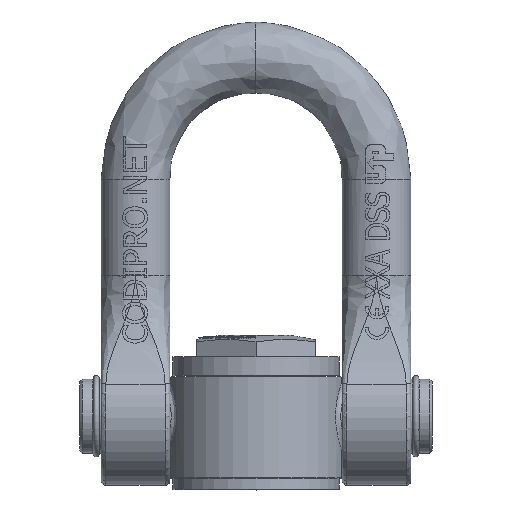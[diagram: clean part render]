
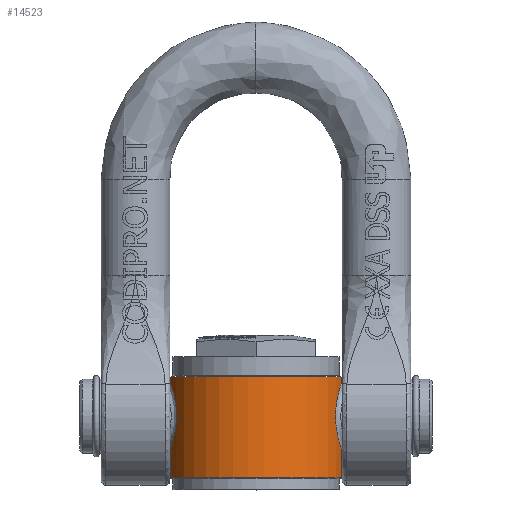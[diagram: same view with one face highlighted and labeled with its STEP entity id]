
A CAD part, top view. The second image highlights one B-rep face of the part: STEP entity #14523.
In plain terms, the highlighted cylindrical face has radius 37.5 mm (diameter 75 mm), a partial arc.
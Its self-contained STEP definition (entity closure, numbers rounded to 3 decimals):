
#733=ELLIPSE('',#15545,17.07,15.009);
#734=ELLIPSE('',#15546,17.07,15.009);
#737=ELLIPSE('',#15549,17.07,15.009);
#738=ELLIPSE('',#15550,17.07,15.009);
#1450=FACE_OUTER_BOUND('',#2336,.T.);
#2336=EDGE_LOOP('',(#11657,#11658,#11659,#11660,#11661,#11662,#11663,#11664,
#11665,#11666,#11667,#11668,#11669,#11670,#11671,#11672));
#3208=B_SPLINE_CURVE_WITH_KNOTS('',3,(#26084,#26085,#26086,#26087,#26088,
#26089,#26090,#26091),.UNSPECIFIED.,.F.,.F.,(4,2,2,4),(1.872,
1.928,1.992,1.994),.UNSPECIFIED.);
#3213=B_SPLINE_CURVE_WITH_KNOTS('',3,(#26151,#26152,#26153,#26154,#26155,
#26156,#26157,#26158),.UNSPECIFIED.,.F.,.F.,(4,2,2,4),(1.268,
1.288,1.331,1.348),.UNSPECIFIED.);
#3223=B_SPLINE_CURVE_WITH_KNOTS('',3,(#26246,#26247,#26248,#26249,#26250,
#26251),.UNSPECIFIED.,.F.,.F.,(4,2,4),(1.948,2.012,
2.057),.UNSPECIFIED.);
#3224=B_SPLINE_CURVE_WITH_KNOTS('',3,(#26261,#26262,#26263,#26264,#26265,
#26266,#26267,#26268),.UNSPECIFIED.,.F.,.F.,(4,2,2,4),(1.268,
1.288,1.331,1.348),.UNSPECIFIED.);
#3234=B_SPLINE_CURVE_WITH_KNOTS('',3,(#26408,#26409,#26410,#26411,#26412,
#26413,#26414,#26415,#26416),.UNSPECIFIED.,.F.,.F.,(4,1,1,1,1,1,4),(-13.112,
-12.433,-12.192,-11.709,-11.226,
-10.743,-9.823),.UNSPECIFIED.);
#3236=B_SPLINE_CURVE_WITH_KNOTS('',3,(#26524,#26525,#26526,#26527,#26528,
#26529,#26530,#26531,#26532),.UNSPECIFIED.,.F.,.F.,(4,1,1,1,1,1,4),(-13.112,
-12.433,-12.192,-11.709,-11.226,
-10.743,-9.823),.UNSPECIFIED.);
#3753=CIRCLE('',#15559,37.5);
#3757=CIRCLE('',#15565,37.5);
#4574=LINE('',#26257,#5342);
#4578=LINE('',#26617,#5346);
#4580=LINE('',#26621,#5348);
#4581=LINE('',#26623,#5349);
#5342=VECTOR('',#17707,10.);
#5346=VECTOR('',#17785,10.);
#5348=VECTOR('',#17791,10.);
#5349=VECTOR('',#17794,10.);
#6410=VERTEX_POINT('',#26027);
#6416=VERTEX_POINT('',#26082);
#6424=VERTEX_POINT('',#26137);
#6425=VERTEX_POINT('',#26150);
#6434=VERTEX_POINT('',#26209);
#6437=VERTEX_POINT('',#26244);
#6439=VERTEX_POINT('',#26255);
#6440=VERTEX_POINT('',#26259);
#6441=VERTEX_POINT('',#26260);
#6455=VERTEX_POINT('',#26405);
#6456=VERTEX_POINT('',#26407);
#6459=VERTEX_POINT('',#26521);
#6460=VERTEX_POINT('',#26523);
#6466=VERTEX_POINT('',#26601);
#6467=VERTEX_POINT('',#26603);
#6470=VERTEX_POINT('',#26613);
#8268=EDGE_CURVE('',#6416,#6410,#3208,.T.);
#8277=EDGE_CURVE('',#6425,#6424,#3213,.F.);
#8293=EDGE_CURVE('',#6437,#6434,#3223,.T.);
#8296=EDGE_CURVE('',#6437,#6439,#4574,.T.);
#8297=EDGE_CURVE('',#6440,#6441,#3224,.F.);
#8314=EDGE_CURVE('',#6434,#6455,#733,.F.);
#8315=EDGE_CURVE('',#6455,#6456,#3234,.T.);
#8316=EDGE_CURVE('',#6424,#6456,#734,.T.);
#8320=EDGE_CURVE('',#6410,#6459,#737,.F.);
#8321=EDGE_CURVE('',#6459,#6460,#3236,.T.);
#8322=EDGE_CURVE('',#6441,#6460,#738,.T.);
#8330=EDGE_CURVE('',#6466,#6467,#3753,.T.);
#8336=EDGE_CURVE('',#6470,#6439,#3757,.T.);
#8337=EDGE_CURVE('',#6466,#6425,#4578,.T.);
#8339=EDGE_CURVE('',#6470,#6440,#4580,.T.);
#8340=EDGE_CURVE('',#6416,#6467,#4581,.T.);
#11657=ORIENTED_EDGE('',*,*,#8315,.F.);
#11658=ORIENTED_EDGE('',*,*,#8314,.F.);
#11659=ORIENTED_EDGE('',*,*,#8293,.F.);
#11660=ORIENTED_EDGE('',*,*,#8296,.T.);
#11661=ORIENTED_EDGE('',*,*,#8336,.F.);
#11662=ORIENTED_EDGE('',*,*,#8339,.T.);
#11663=ORIENTED_EDGE('',*,*,#8297,.T.);
#11664=ORIENTED_EDGE('',*,*,#8322,.T.);
#11665=ORIENTED_EDGE('',*,*,#8321,.F.);
#11666=ORIENTED_EDGE('',*,*,#8320,.F.);
#11667=ORIENTED_EDGE('',*,*,#8268,.F.);
#11668=ORIENTED_EDGE('',*,*,#8340,.T.);
#11669=ORIENTED_EDGE('',*,*,#8330,.F.);
#11670=ORIENTED_EDGE('',*,*,#8337,.T.);
#11671=ORIENTED_EDGE('',*,*,#8277,.T.);
#11672=ORIENTED_EDGE('',*,*,#8316,.T.);
#14036=CYLINDRICAL_SURFACE('',#15570,37.5);
#14523=ADVANCED_FACE('',(#1450),#14036,.T.);
#15545=AXIS2_PLACEMENT_3D('',#26406,#17738,#17739);
#15546=AXIS2_PLACEMENT_3D('',#26417,#17740,#17741);
#15549=AXIS2_PLACEMENT_3D('',#26522,#17746,#17747);
#15550=AXIS2_PLACEMENT_3D('',#26533,#17748,#17749);
#15559=AXIS2_PLACEMENT_3D('',#26604,#17767,#17768);
#15565=AXIS2_PLACEMENT_3D('',#26615,#17781,#17782);
#15570=AXIS2_PLACEMENT_3D('',#26624,#17795,#17796);
#17707=DIRECTION('',(0.,0.,-1.));
#17738=DIRECTION('center_axis',(0.093,-0.97,-0.224));
#17739=DIRECTION('ref_axis',(0.374,0.243,-0.895));
#17740=DIRECTION('center_axis',(0.093,-0.97,0.224));
#17741=DIRECTION('ref_axis',(-0.374,-0.243,-0.895));
#17746=DIRECTION('center_axis',(0.093,0.97,0.224));
#17747=DIRECTION('ref_axis',(0.374,-0.243,0.895));
#17748=DIRECTION('center_axis',(0.093,0.97,-0.224));
#17749=DIRECTION('ref_axis',(-0.374,0.243,0.895));
#17767=DIRECTION('center_axis',(0.,0.,1.));
#17768=DIRECTION('ref_axis',(-1.,0.,0.));
#17781=DIRECTION('center_axis',(0.,0.,-1.));
#17782=DIRECTION('ref_axis',(-1.,0.,0.));
#17785=DIRECTION('',(0.,0.,-1.));
#17791=DIRECTION('',(0.,0.,1.));
#17794=DIRECTION('',(0.,0.,1.));
#17795=DIRECTION('center_axis',(0.,0.,1.));
#17796=DIRECTION('ref_axis',(-1.,0.,0.));
#26027=CARTESIAN_POINT('',(-10.379,-36.035,40.193));
#26082=CARTESIAN_POINT('',(-10.5,-36.,40.62));
#26084=CARTESIAN_POINT('Ctrl Pts',(-10.5,-36.,40.62));
#26085=CARTESIAN_POINT('Ctrl Pts',(-10.5,-36.,40.549));
#26086=CARTESIAN_POINT('Ctrl Pts',(-10.493,-36.002,
40.479));
#26087=CARTESIAN_POINT('Ctrl Pts',(-10.458,-36.012,
40.333));
#26088=CARTESIAN_POINT('Ctrl Pts',(-10.428,-36.021,40.261));
#26089=CARTESIAN_POINT('Ctrl Pts',(-10.381,-36.034,
40.195));
#26090=CARTESIAN_POINT('Ctrl Pts',(-10.38,-36.035,
40.194));
#26091=CARTESIAN_POINT('Ctrl Pts',(-10.379,-36.035,
40.193));
#26137=CARTESIAN_POINT('',(-10.379,36.035,40.193));
#26150=CARTESIAN_POINT('',(-10.5,36.,40.62));
#26151=CARTESIAN_POINT('Ctrl Pts',(-10.379,36.035,40.193));
#26152=CARTESIAN_POINT('Ctrl Pts',(-10.401,36.029,40.223));
#26153=CARTESIAN_POINT('Ctrl Pts',(-10.42,36.023,40.255));
#26154=CARTESIAN_POINT('Ctrl Pts',(-10.469,36.009,40.363));
#26155=CARTESIAN_POINT('Ctrl Pts',(-10.488,36.004,40.443));
#26156=CARTESIAN_POINT('Ctrl Pts',(-10.499,36.,40.556));
#26157=CARTESIAN_POINT('Ctrl Pts',(-10.5,36.,40.588));
#26158=CARTESIAN_POINT('Ctrl Pts',(-10.5,36.,40.62));
#26209=CARTESIAN_POINT('',(-10.379,36.035,11.807));
#26244=CARTESIAN_POINT('',(-10.5,36.,11.38));
#26246=CARTESIAN_POINT('Ctrl Pts',(-10.5,36.,11.38));
#26247=CARTESIAN_POINT('Ctrl Pts',(-10.5,36.,11.469));
#26248=CARTESIAN_POINT('Ctrl Pts',(-10.489,36.003,11.558));
#26249=CARTESIAN_POINT('Ctrl Pts',(-10.443,36.017,11.702));
#26250=CARTESIAN_POINT('Ctrl Pts',(-10.415,36.025,11.757));
#26251=CARTESIAN_POINT('Ctrl Pts',(-10.379,36.035,11.807));
#26255=CARTESIAN_POINT('',(-10.5,36.,0.));
#26257=CARTESIAN_POINT('',(-10.5,36.,0.));
#26259=CARTESIAN_POINT('',(-10.5,-36.,11.38));
#26260=CARTESIAN_POINT('',(-10.379,-36.035,11.807));
#26261=CARTESIAN_POINT('Ctrl Pts',(-10.379,-36.035,
11.807));
#26262=CARTESIAN_POINT('Ctrl Pts',(-10.401,-36.029,
11.777));
#26263=CARTESIAN_POINT('Ctrl Pts',(-10.42,-36.023,11.745));
#26264=CARTESIAN_POINT('Ctrl Pts',(-10.469,-36.009,
11.637));
#26265=CARTESIAN_POINT('Ctrl Pts',(-10.488,-36.004,
11.557));
#26266=CARTESIAN_POINT('Ctrl Pts',(-10.499,-36.,
11.444));
#26267=CARTESIAN_POINT('Ctrl Pts',(-10.5,-36.,11.412));
#26268=CARTESIAN_POINT('Ctrl Pts',(-10.5,-36.,11.38));
#26405=CARTESIAN_POINT('',(-10.5,36.,11.909));
#26406=CARTESIAN_POINT('Origin',(-1.565,33.962,24.447));
#26407=CARTESIAN_POINT('',(-10.5,36.,40.091));
#26408=CARTESIAN_POINT('Ctrl Pts',(-10.5,36.,11.909));
#26409=CARTESIAN_POINT('Ctrl Pts',(-12.119,35.527,13.282));
#26410=CARTESIAN_POINT('Ctrl Pts',(-13.982,34.822,15.566));
#26411=CARTESIAN_POINT('Ctrl Pts',(-15.92,33.964,19.672));
#26412=CARTESIAN_POINT('Ctrl Pts',(-16.924,33.465,23.558));
#26413=CARTESIAN_POINT('Ctrl Pts',(-16.925,33.463,28.443));
#26414=CARTESIAN_POINT('Ctrl Pts',(-15.354,34.246,34.515));
#26415=CARTESIAN_POINT('Ctrl Pts',(-12.695,35.359,38.229));
#26416=CARTESIAN_POINT('Ctrl Pts',(-10.5,36.,40.091));
#26417=CARTESIAN_POINT('Origin',(-1.564,33.962,27.553));
#26521=CARTESIAN_POINT('',(-10.5,-36.,40.091));
#26522=CARTESIAN_POINT('Origin',(-1.565,-33.962,27.553));
#26523=CARTESIAN_POINT('',(-10.5,-36.,11.909));
#26524=CARTESIAN_POINT('Ctrl Pts',(-10.5,-36.,
40.091));
#26525=CARTESIAN_POINT('Ctrl Pts',(-12.119,-35.527,
38.718));
#26526=CARTESIAN_POINT('Ctrl Pts',(-13.982,-34.822,
36.434));
#26527=CARTESIAN_POINT('Ctrl Pts',(-15.92,-33.964,
32.328));
#26528=CARTESIAN_POINT('Ctrl Pts',(-16.924,-33.465,
28.442));
#26529=CARTESIAN_POINT('Ctrl Pts',(-16.925,-33.463,23.557));
#26530=CARTESIAN_POINT('Ctrl Pts',(-15.354,-34.246,
17.485));
#26531=CARTESIAN_POINT('Ctrl Pts',(-12.695,-35.359,
13.771));
#26532=CARTESIAN_POINT('Ctrl Pts',(-10.5,-36.,
11.909));
#26533=CARTESIAN_POINT('Origin',(-1.565,-33.962,24.447));
#26601=CARTESIAN_POINT('',(-10.5,36.,42.5));
#26603=CARTESIAN_POINT('',(-10.5,-36.,42.5));
#26604=CARTESIAN_POINT('Origin',(0.,0.,42.5));
#26613=CARTESIAN_POINT('',(-10.5,-36.,0.));
#26615=CARTESIAN_POINT('Origin',(0.,0.,0.));
#26617=CARTESIAN_POINT('',(-10.5,36.,0.));
#26621=CARTESIAN_POINT('',(-10.5,-36.,0.));
#26623=CARTESIAN_POINT('',(-10.5,-36.,0.));
#26624=CARTESIAN_POINT('Origin',(0.,0.,0.));
